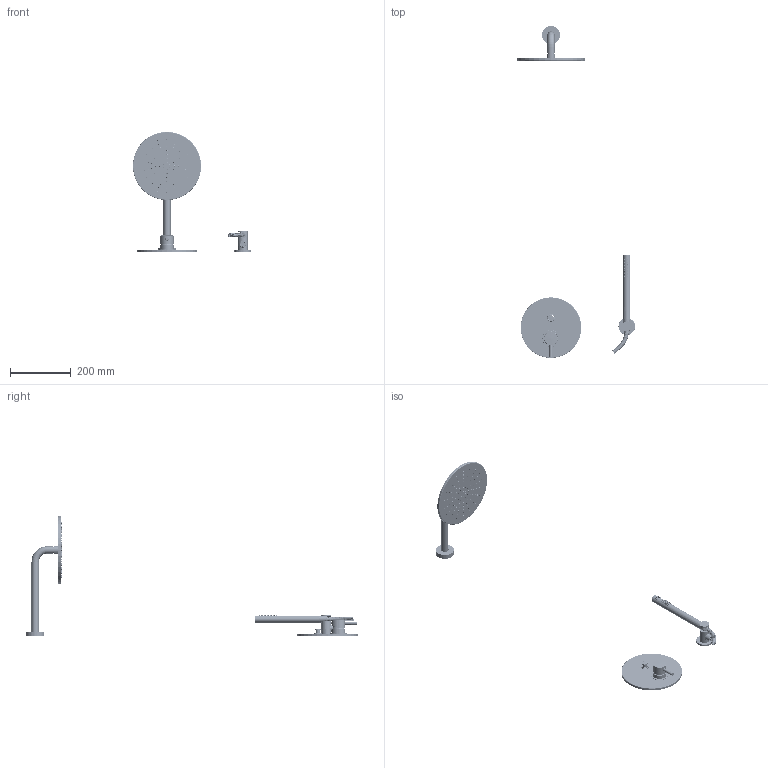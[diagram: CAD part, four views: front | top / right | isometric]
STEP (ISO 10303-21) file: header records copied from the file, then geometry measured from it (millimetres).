
FILE_DESCRIPTION((''),'2;1');
FILE_NAME('KITLIG015','2021-11-12T08:12:58',('ut3'),('PAFFONI SpA'),'CREO PARAMETRIC BY PTC INC, 2020044','CREO PARAMETRIC BY PTC INC, 2020044','');
FILE_SCHEMA(('CONFIG_CONTROL_DESIGN','SHAPE_APPEARANCE_LAYERS_GROUPS'));
Products named in the file (1): KITLIG015
Bounding box: 390 x 1094.2 x 396.55 mm (x, y, z)
Volume: 559147.3 mm3; surface area: 409882.9 mm2
Topology: 7 solids, 9 shells, 4745 faces, 10917 edges, 6625 vertices
Faces by surface type: torus 1678, plane 1380, cylinder 1328, cone 262, bspline 79, sphere 18
Entity records: 206224 total; most frequent: CARTESIAN_POINT 61863, DIRECTION 25504, ORIENTED_EDGE 21812, AXIS2_PLACEMENT_3D 11129, EDGE_CURVE 10906, VERTEX_POINT 6624, CIRCLE 6462, EDGE_LOOP 5620
